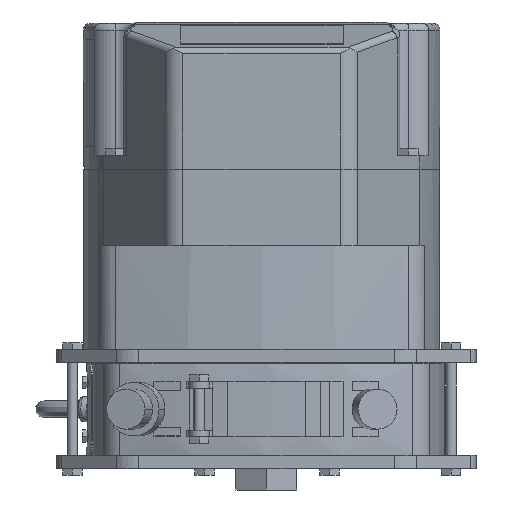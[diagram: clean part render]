
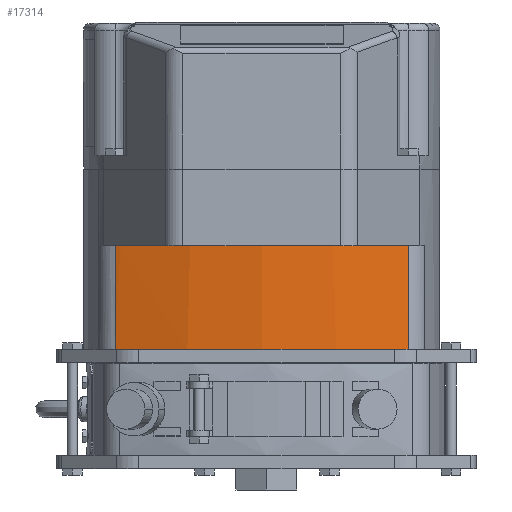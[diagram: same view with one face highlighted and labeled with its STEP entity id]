
A CAD part, front view. The second image highlights one B-rep face of the part: STEP entity #17314.
In plain terms, the highlighted cylindrical face has radius 280.435 mm (diameter 560.87 mm), a partial arc.
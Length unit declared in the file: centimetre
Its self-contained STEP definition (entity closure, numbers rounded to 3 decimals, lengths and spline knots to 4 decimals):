
#150 = DIRECTION ( 'NONE',  ( 0., 0., -1. ) ) ;
#327 = CARTESIAN_POINT ( 'NONE',  ( 36.6316, 0.9371, -5.2678 ) ) ;
#388 = DIRECTION ( 'NONE',  ( 0., 0., -1. ) ) ;
#692 = CARTESIAN_POINT ( 'NONE',  ( 45.5699, 27.518, -6.3849 ) ) ;
#1376 = EDGE_CURVE ( 'NONE', #21994, #28647, #16310, .T. ) ;
#1466 = DIRECTION ( 'NONE',  ( 0., 0., 1. ) ) ;
#1617 = VERTEX_POINT ( 'NONE', #25164 ) ;
#2704 = ORIENTED_EDGE ( 'NONE', *, *, #25859, .T. ) ;
#2779 = CARTESIAN_POINT ( 'NONE',  ( 36.2993, 1.0512, -0.9187 ) ) ;
#3058 = CARTESIAN_POINT ( 'NONE',  ( 45.5699, 27.518, -5.2678 ) ) ;
#3161 = ORIENTED_EDGE ( 'NONE', *, *, #33502, .T. ) ;
#3370 = CARTESIAN_POINT ( 'NONE',  ( 36.2993, 1.0512, -11.8512 ) ) ;
#3440 = EDGE_LOOP ( 'NONE', ( #2704, #22323, #24740, #31445, #21742, #11579, #3161, #28803 ) ) ;
#3605 = DIRECTION ( 'NONE',  ( -0.331, -0.944, 0. ) ) ;
#4167 = CARTESIAN_POINT ( 'NONE',  ( 54.8404, 1.0512, -11.8512 ) ) ;
#6413 = DIRECTION ( 'NONE',  ( 0., 0., -1. ) ) ;
#7679 = DIRECTION ( 'NONE',  ( 0.331, -0.944, 0. ) ) ;
#8614 = DIRECTION ( 'NONE',  ( 0., 0., 1. ) ) ;
#8632 = AXIS2_PLACEMENT_3D ( 'NONE', #692, #11147, #3605 ) ;
#8945 = LINE ( 'NONE', #24548, #17108 ) ;
#9621 = VERTEX_POINT ( 'NONE', #3370 ) ;
#10346 = LINE ( 'NONE', #13414, #14865 ) ;
#10424 = EDGE_CURVE ( 'NONE', #17979, #21607, #13514, .T. ) ;
#10601 = DIRECTION ( 'NONE',  ( -0.319, -0.948, 0. ) ) ;
#11060 = EDGE_CURVE ( 'NONE', #16196, #17979, #26538, .T. ) ;
#11147 = DIRECTION ( 'NONE',  ( 0., 0., 1. ) ) ;
#11579 = ORIENTED_EDGE ( 'NONE', *, *, #11060, .F. ) ;
#11740 = DIRECTION ( 'NONE',  ( -0.319, -0.948, 0. ) ) ;
#12319 = CIRCLE ( 'NONE', #21072, 28.0435 ) ;
#13414 = CARTESIAN_POINT ( 'NONE',  ( 36.2993, 1.0512, -0.9187 ) ) ;
#13456 = CIRCLE ( 'NONE', #32635, 28.0435 ) ;
#13514 = LINE ( 'NONE', #24302, #13913 ) ;
#13913 = VECTOR ( 'NONE', #21896, 100. ) ;
#13916 = EDGE_CURVE ( 'NONE', #9621, #21607, #12319, .T. ) ;
#14429 = DIRECTION ( 'NONE',  ( 0., 0., 1. ) ) ;
#14865 = VECTOR ( 'NONE', #388, 100. ) ;
#15622 = VECTOR ( 'NONE', #6413, 100. ) ;
#15894 = CARTESIAN_POINT ( 'NONE',  ( 45.5699, 27.518, -11.8512 ) ) ;
#15917 = CARTESIAN_POINT ( 'NONE',  ( 54.5081, 0.9371, -0.9187 ) ) ;
#16196 = VERTEX_POINT ( 'NONE', #15917 ) ;
#16310 = CIRCLE ( 'NONE', #18490, 28.0435 ) ;
#16341 = EDGE_CURVE ( 'NONE', #30477, #1617, #13456, .T. ) ;
#17108 = VECTOR ( 'NONE', #14429, 100. ) ;
#17314 = ADVANCED_FACE ( 'NONE', ( #24175 ), #21941, .T. ) ;
#17979 = VERTEX_POINT ( 'NONE', #31696 ) ;
#18129 = DIRECTION ( 'NONE',  ( 0., 0., 1. ) ) ;
#18490 = AXIS2_PLACEMENT_3D ( 'NONE', #3058, #150, #10601 ) ;
#19072 = DIRECTION ( 'NONE',  ( 0.331, -0.944, 0. ) ) ;
#19273 = CARTESIAN_POINT ( 'NONE',  ( 45.5699, 27.518, -0.9187 ) ) ;
#21072 = AXIS2_PLACEMENT_3D ( 'NONE', #15894, #18129, #7679 ) ;
#21607 = VERTEX_POINT ( 'NONE', #4167 ) ;
#21742 = ORIENTED_EDGE ( 'NONE', *, *, #10424, .F. ) ;
#21896 = DIRECTION ( 'NONE',  ( 0., 0., -1. ) ) ;
#21941 = CYLINDRICAL_SURFACE ( 'NONE', #8632, 28.0435 ) ;
#21994 = VERTEX_POINT ( 'NONE', #32550 ) ;
#22323 = ORIENTED_EDGE ( 'NONE', *, *, #16341, .F. ) ;
#22652 = AXIS2_PLACEMENT_3D ( 'NONE', #29884, #8614, #19072 ) ;
#24175 = FACE_OUTER_BOUND ( 'NONE', #3440, .T. ) ;
#24302 = CARTESIAN_POINT ( 'NONE',  ( 54.8404, 1.0512, -0.9187 ) ) ;
#24453 = EDGE_CURVE ( 'NONE', #30477, #9621, #10346, .T. ) ;
#24548 = CARTESIAN_POINT ( 'NONE',  ( 36.6316, 0.9371, -5.2678 ) ) ;
#24585 = CARTESIAN_POINT ( 'NONE',  ( 54.5081, 0.9371, -0.9187 ) ) ;
#24740 = ORIENTED_EDGE ( 'NONE', *, *, #24453, .T. ) ;
#25164 = CARTESIAN_POINT ( 'NONE',  ( 36.6316, 0.9371, -0.9187 ) ) ;
#25859 = EDGE_CURVE ( 'NONE', #28647, #1617, #8945, .T. ) ;
#26538 = CIRCLE ( 'NONE', #22652, 28.0435 ) ;
#27331 = LINE ( 'NONE', #24585, #15622 ) ;
#28647 = VERTEX_POINT ( 'NONE', #327 ) ;
#28803 = ORIENTED_EDGE ( 'NONE', *, *, #1376, .T. ) ;
#29884 = CARTESIAN_POINT ( 'NONE',  ( 45.5699, 27.518, -0.9187 ) ) ;
#30477 = VERTEX_POINT ( 'NONE', #2779 ) ;
#31445 = ORIENTED_EDGE ( 'NONE', *, *, #13916, .T. ) ;
#31696 = CARTESIAN_POINT ( 'NONE',  ( 54.8404, 1.0512, -0.9187 ) ) ;
#32550 = CARTESIAN_POINT ( 'NONE',  ( 54.5081, 0.9371, -5.2678 ) ) ;
#32635 = AXIS2_PLACEMENT_3D ( 'NONE', #19273, #1466, #11740 ) ;
#33502 = EDGE_CURVE ( 'NONE', #16196, #21994, #27331, .T. ) ;
